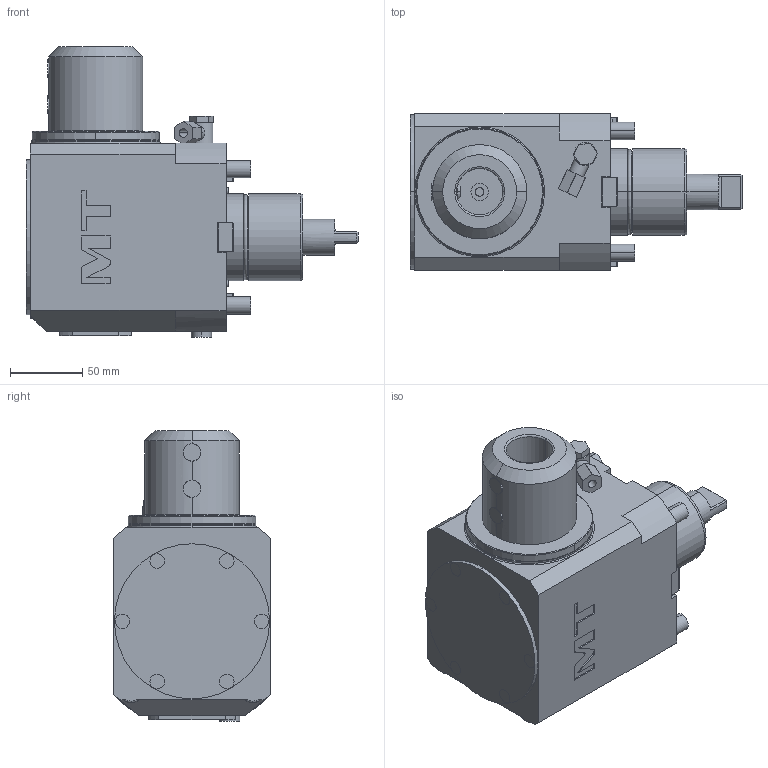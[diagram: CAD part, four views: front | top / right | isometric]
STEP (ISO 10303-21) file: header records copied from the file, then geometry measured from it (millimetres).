
FILE_DESCRIPTION((''),'2;1');
FILE_NAME('GDW0180132_CONF','2024-12-17T17:48:01',('fpalella'),('M.T. srl'),'CREO PARAMETRIC BY PTC INC, 2023352','CREO PARAMETRIC BY PTC INC, 2023352','');
FILE_SCHEMA(('CONFIG_CONTROL_DESIGN'));
Length unit declared in the file: millimetre
Products named in the file (1): GDW0180132_CONF
Bounding box: 229.05 x 108 x 200.5 mm (x, y, z)
Volume: 2235761.9 mm3; surface area: 141218.5 mm2
Topology: 1 solids, 1 shells, 380 faces, 952 edges, 602 vertices
Faces by surface type: plane 227, cylinder 121, cone 16, torus 12, extrusion 4
Entity records: 12004 total; most frequent: CARTESIAN_POINT 2718, DIRECTION 1941, ORIENTED_EDGE 1896, EDGE_CURVE 948, AXIS2_PLACEMENT_3D 660, VECTOR 621, LINE 617, VERTEX_POINT 602
